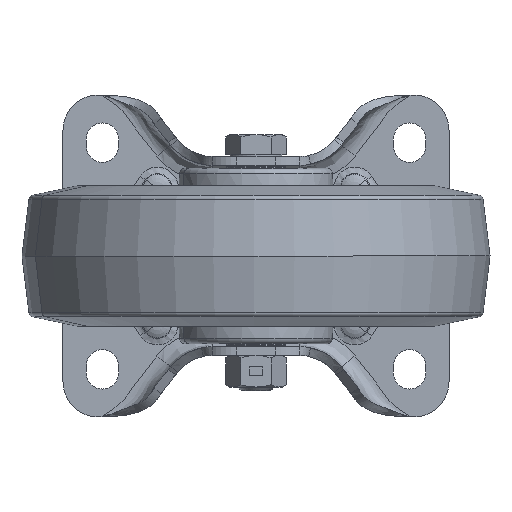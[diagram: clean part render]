
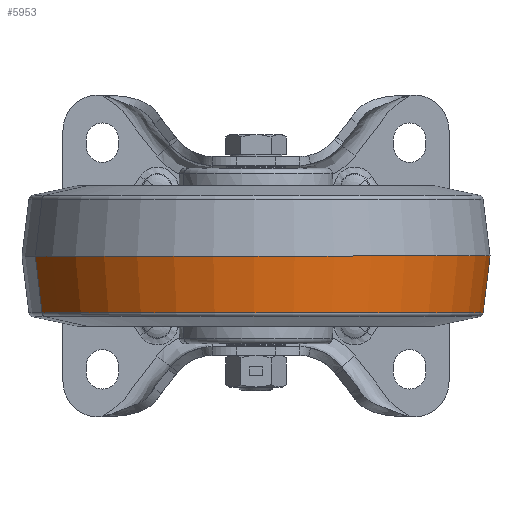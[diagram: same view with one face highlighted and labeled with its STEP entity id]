
A CAD part, front view. The second image highlights one B-rep face of the part: STEP entity #5953.
In plain terms, the highlighted conical face has half-angle 6.953 degrees and reference radius 77.5 mm.
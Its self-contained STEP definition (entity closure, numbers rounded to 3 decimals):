
#247 = LINE ( 'NONE', #17485, #14484 ) ;
#2132 = DIRECTION ( 'NONE',  ( -0.943, -0.334, 0. ) ) ;
#2136 = DIRECTION ( 'NONE',  ( 0., 0., 1. ) ) ;
#3266 = AXIS2_PLACEMENT_3D ( 'NONE', #23759, #2136, #19761 ) ;
#4090 = DIRECTION ( 'NONE',  ( 0., 0., 1. ) ) ;
#4977 = VERTEX_POINT ( 'NONE', #23339 ) ;
#5813 = DIRECTION ( 'NONE',  ( 0.114, 0.04, 0.993 ) ) ;
#5953 = ADVANCED_FACE ( 'NONE', ( #11818 ), #20028, .T. ) ;
#7133 = AXIS2_PLACEMENT_3D ( 'NONE', #10554, #8221, #2132 ) ;
#7219 = EDGE_CURVE ( 'NONE', #21891, #20094, #11733, .T. ) ;
#7570 = DIRECTION ( 'NONE',  ( -0.943, -0.334, 0. ) ) ;
#8221 = DIRECTION ( 'NONE',  ( 0., 0., 1. ) ) ;
#9602 = CIRCLE ( 'NONE', #7133, 80. ) ;
#10554 = CARTESIAN_POINT ( 'NONE',  ( 0., -110., 0. ) ) ;
#10859 = EDGE_LOOP ( 'NONE', ( #24104, #16690, #19131, #17718 ) ) ;
#11031 = VECTOR ( 'NONE', #5813, 1000. ) ;
#11439 = EDGE_CURVE ( 'NONE', #4977, #21891, #21751, .T. ) ;
#11470 = DIRECTION ( 'NONE',  ( -0.114, -0.04, 0.993 ) ) ;
#11733 = LINE ( 'NONE', #17222, #11031 ) ;
#11818 = FACE_OUTER_BOUND ( 'NONE', #10859, .T. ) ;
#14484 = VECTOR ( 'NONE', #11470, 1000. ) ;
#14716 = AXIS2_PLACEMENT_3D ( 'NONE', #17715, #4090, #7570 ) ;
#14776 = CARTESIAN_POINT ( 'NONE',  ( 73.18, -84.097, -19.437 ) ) ;
#15300 = VERTEX_POINT ( 'NONE', #21330 ) ;
#16690 = ORIENTED_EDGE ( 'NONE', *, *, #7219, .T. ) ;
#17222 = CARTESIAN_POINT ( 'NONE',  ( 73.058, -84.14, -20.5 ) ) ;
#17485 = CARTESIAN_POINT ( 'NONE',  ( -73.058, -135.86, -20.5 ) ) ;
#17715 = CARTESIAN_POINT ( 'NONE',  ( 0., -110., -20.5 ) ) ;
#17718 = ORIENTED_EDGE ( 'NONE', *, *, #21391, .F. ) ;
#19131 = ORIENTED_EDGE ( 'NONE', *, *, #22196, .F. ) ;
#19761 = DIRECTION ( 'NONE',  ( 0.943, 0.334, 0. ) ) ;
#20028 = CONICAL_SURFACE ( 'NONE', #14716, 77.5, 0.121 ) ;
#20094 = VERTEX_POINT ( 'NONE', #21287 ) ;
#21287 = CARTESIAN_POINT ( 'NONE',  ( 75.415, -83.306, 0. ) ) ;
#21330 = CARTESIAN_POINT ( 'NONE',  ( -75.415, -136.694, 0. ) ) ;
#21391 = EDGE_CURVE ( 'NONE', #4977, #15300, #247, .T. ) ;
#21751 = CIRCLE ( 'NONE', #3266, 77.63 ) ;
#21891 = VERTEX_POINT ( 'NONE', #14776 ) ;
#22196 = EDGE_CURVE ( 'NONE', #15300, #20094, #9602, .T. ) ;
#23339 = CARTESIAN_POINT ( 'NONE',  ( -73.18, -135.903, -19.437 ) ) ;
#23759 = CARTESIAN_POINT ( 'NONE',  ( 0., -110., -19.437 ) ) ;
#24104 = ORIENTED_EDGE ( 'NONE', *, *, #11439, .T. ) ;
